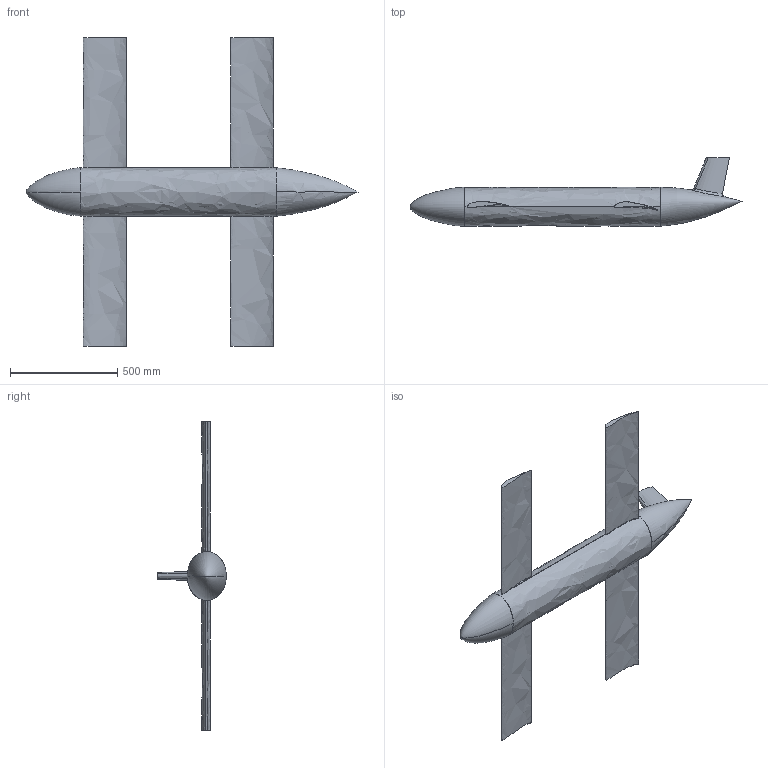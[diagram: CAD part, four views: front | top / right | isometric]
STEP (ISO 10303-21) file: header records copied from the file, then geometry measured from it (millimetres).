
FILE_DESCRIPTION (( 'STEP AP203' ), '1' );
FILE_NAME ('try 2final..STEP', '2022-05-23T11:26:52', ( '' ), ( '' ), 'SwSTEP 2.0', 'SolidWorks 2022', '' );
FILE_SCHEMA (( 'CONFIG_CONTROL_DESIGN' ));
Length unit declared in the file: foot
Products named in the file (1): try 2final.
Bounding box: 1549.22 x 319.5 x 1441.7 mm (x, y, z)
Volume: 23888682.2 mm3; surface area: 2908534.1 mm2
Topology: 3 solids, 4 shells, 75 faces, 205 edges, 130 vertices
Faces by surface type: plane 35, bspline 33, cylinder 7
Entity records: 15531 total; most frequent: CARTESIAN_POINT 13887, ORIENTED_EDGE 398, EDGE_CURVE 199, DIRECTION 196, VERTEX_POINT 130, B_SPLINE_CURVE_WITH_KNOTS 95, VECTOR 90, LINE 90
